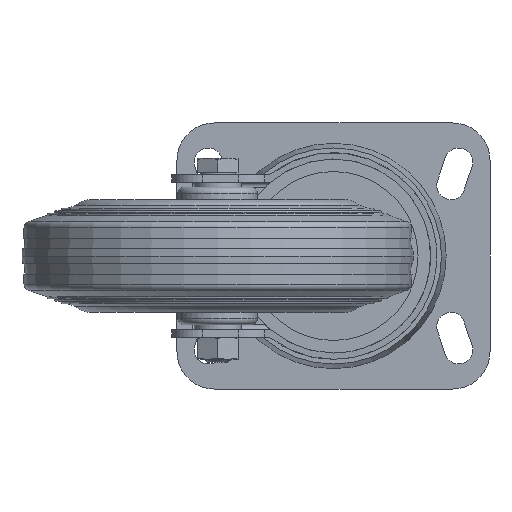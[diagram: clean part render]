
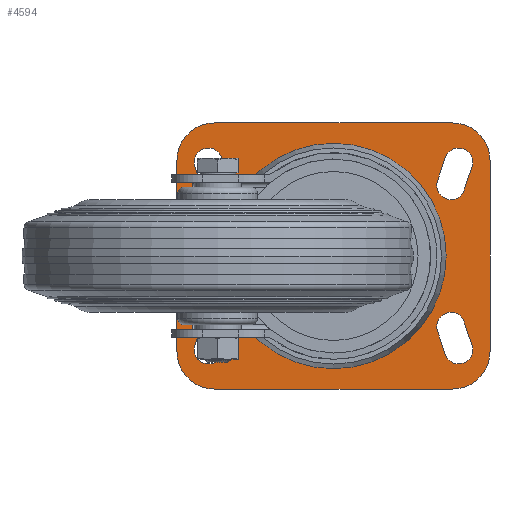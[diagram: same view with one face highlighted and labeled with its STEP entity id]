
A CAD part, front view. The second image highlights one B-rep face of the part: STEP entity #4594.
In plain terms, the highlighted planar face has unit normal (0, -1, 0).
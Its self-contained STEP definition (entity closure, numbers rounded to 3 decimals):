
#257=FACE_BOUND('',#935,.T.);
#258=FACE_BOUND('',#936,.T.);
#259=FACE_BOUND('',#937,.T.);
#260=FACE_BOUND('',#938,.T.);
#261=FACE_BOUND('',#939,.T.);
#439=CIRCLE('',#5210,12.);
#440=CIRCLE('',#5211,12.);
#441=CIRCLE('',#5212,12.);
#442=CIRCLE('',#5213,12.);
#443=CIRCLE('',#5214,35.372);
#444=CIRCLE('',#5215,4.5);
#445=CIRCLE('',#5216,4.5);
#446=CIRCLE('',#5217,4.5);
#447=CIRCLE('',#5218,4.5);
#448=CIRCLE('',#5219,4.5);
#449=CIRCLE('',#5220,4.5);
#450=CIRCLE('',#5221,4.5);
#451=CIRCLE('',#5222,4.5);
#635=FACE_OUTER_BOUND('',#934,.T.);
#934=EDGE_LOOP('',(#3449,#3450,#3451,#3452,#3453,#3454,#3455,#3456));
#935=EDGE_LOOP('',(#3457));
#936=EDGE_LOOP('',(#3458,#3459,#3460,#3461));
#937=EDGE_LOOP('',(#3462,#3463,#3464,#3465));
#938=EDGE_LOOP('',(#3466,#3467,#3468,#3469));
#939=EDGE_LOOP('',(#3470,#3471,#3472,#3473));
#1260=LINE('',#7594,#1611);
#1261=LINE('',#7598,#1612);
#1262=LINE('',#7602,#1613);
#1263=LINE('',#7605,#1614);
#1264=LINE('',#7610,#1615);
#1265=LINE('',#7614,#1616);
#1266=LINE('',#7618,#1617);
#1267=LINE('',#7622,#1618);
#1268=LINE('',#7626,#1619);
#1269=LINE('',#7630,#1620);
#1270=LINE('',#7634,#1621);
#1271=LINE('',#7638,#1622);
#1611=VECTOR('',#6208,1000.);
#1612=VECTOR('',#6211,1000.);
#1613=VECTOR('',#6214,1000.);
#1614=VECTOR('',#6217,1000.);
#1615=VECTOR('',#6220,1000.);
#1616=VECTOR('',#6223,1000.);
#1617=VECTOR('',#6226,1000.);
#1618=VECTOR('',#6229,1000.);
#1619=VECTOR('',#6232,1000.);
#1620=VECTOR('',#6235,1000.);
#1621=VECTOR('',#6238,1000.);
#1622=VECTOR('',#6241,1000.);
#2041=VERTEX_POINT('',#7590);
#2042=VERTEX_POINT('',#7591);
#2043=VERTEX_POINT('',#7593);
#2044=VERTEX_POINT('',#7595);
#2045=VERTEX_POINT('',#7597);
#2046=VERTEX_POINT('',#7599);
#2047=VERTEX_POINT('',#7601);
#2048=VERTEX_POINT('',#7603);
#2049=VERTEX_POINT('',#7606);
#2050=VERTEX_POINT('',#7608);
#2051=VERTEX_POINT('',#7609);
#2052=VERTEX_POINT('',#7611);
#2053=VERTEX_POINT('',#7613);
#2054=VERTEX_POINT('',#7616);
#2055=VERTEX_POINT('',#7617);
#2056=VERTEX_POINT('',#7619);
#2057=VERTEX_POINT('',#7621);
#2058=VERTEX_POINT('',#7624);
#2059=VERTEX_POINT('',#7625);
#2060=VERTEX_POINT('',#7627);
#2061=VERTEX_POINT('',#7629);
#2062=VERTEX_POINT('',#7632);
#2063=VERTEX_POINT('',#7633);
#2064=VERTEX_POINT('',#7635);
#2065=VERTEX_POINT('',#7637);
#2552=EDGE_CURVE('',#2041,#2042,#439,.T.);
#2553=EDGE_CURVE('',#2043,#2041,#1260,.T.);
#2554=EDGE_CURVE('',#2044,#2043,#440,.T.);
#2555=EDGE_CURVE('',#2045,#2044,#1261,.T.);
#2556=EDGE_CURVE('',#2046,#2045,#441,.T.);
#2557=EDGE_CURVE('',#2047,#2046,#1262,.T.);
#2558=EDGE_CURVE('',#2048,#2047,#442,.T.);
#2559=EDGE_CURVE('',#2042,#2048,#1263,.T.);
#2560=EDGE_CURVE('',#2049,#2049,#443,.T.);
#2561=EDGE_CURVE('',#2050,#2051,#1264,.T.);
#2562=EDGE_CURVE('',#2051,#2052,#444,.T.);
#2563=EDGE_CURVE('',#2052,#2053,#1265,.T.);
#2564=EDGE_CURVE('',#2053,#2050,#445,.T.);
#2565=EDGE_CURVE('',#2054,#2055,#1266,.T.);
#2566=EDGE_CURVE('',#2055,#2056,#446,.T.);
#2567=EDGE_CURVE('',#2056,#2057,#1267,.T.);
#2568=EDGE_CURVE('',#2057,#2054,#447,.T.);
#2569=EDGE_CURVE('',#2058,#2059,#1268,.T.);
#2570=EDGE_CURVE('',#2059,#2060,#448,.T.);
#2571=EDGE_CURVE('',#2060,#2061,#1269,.T.);
#2572=EDGE_CURVE('',#2061,#2058,#449,.T.);
#2573=EDGE_CURVE('',#2062,#2063,#1270,.T.);
#2574=EDGE_CURVE('',#2063,#2064,#450,.T.);
#2575=EDGE_CURVE('',#2064,#2065,#1271,.T.);
#2576=EDGE_CURVE('',#2065,#2062,#451,.T.);
#3449=ORIENTED_EDGE('',*,*,#2552,.F.);
#3450=ORIENTED_EDGE('',*,*,#2553,.F.);
#3451=ORIENTED_EDGE('',*,*,#2554,.F.);
#3452=ORIENTED_EDGE('',*,*,#2555,.F.);
#3453=ORIENTED_EDGE('',*,*,#2556,.F.);
#3454=ORIENTED_EDGE('',*,*,#2557,.F.);
#3455=ORIENTED_EDGE('',*,*,#2558,.F.);
#3456=ORIENTED_EDGE('',*,*,#2559,.F.);
#3457=ORIENTED_EDGE('',*,*,#2560,.T.);
#3458=ORIENTED_EDGE('',*,*,#2561,.T.);
#3459=ORIENTED_EDGE('',*,*,#2562,.T.);
#3460=ORIENTED_EDGE('',*,*,#2563,.T.);
#3461=ORIENTED_EDGE('',*,*,#2564,.T.);
#3462=ORIENTED_EDGE('',*,*,#2565,.T.);
#3463=ORIENTED_EDGE('',*,*,#2566,.T.);
#3464=ORIENTED_EDGE('',*,*,#2567,.T.);
#3465=ORIENTED_EDGE('',*,*,#2568,.T.);
#3466=ORIENTED_EDGE('',*,*,#2569,.T.);
#3467=ORIENTED_EDGE('',*,*,#2570,.T.);
#3468=ORIENTED_EDGE('',*,*,#2571,.T.);
#3469=ORIENTED_EDGE('',*,*,#2572,.T.);
#3470=ORIENTED_EDGE('',*,*,#2573,.T.);
#3471=ORIENTED_EDGE('',*,*,#2574,.T.);
#3472=ORIENTED_EDGE('',*,*,#2575,.T.);
#3473=ORIENTED_EDGE('',*,*,#2576,.T.);
#4158=PLANE('',#5209);
#4594=ADVANCED_FACE('',(#635,#257,#258,#259,#260,#261),#4158,.F.);
#5209=AXIS2_PLACEMENT_3D('',#7589,#6204,#6205);
#5210=AXIS2_PLACEMENT_3D('',#7592,#6206,#6207);
#5211=AXIS2_PLACEMENT_3D('',#7596,#6209,#6210);
#5212=AXIS2_PLACEMENT_3D('',#7600,#6212,#6213);
#5213=AXIS2_PLACEMENT_3D('',#7604,#6215,#6216);
#5214=AXIS2_PLACEMENT_3D('',#7607,#6218,#6219);
#5215=AXIS2_PLACEMENT_3D('',#7612,#6221,#6222);
#5216=AXIS2_PLACEMENT_3D('',#7615,#6224,#6225);
#5217=AXIS2_PLACEMENT_3D('',#7620,#6227,#6228);
#5218=AXIS2_PLACEMENT_3D('',#7623,#6230,#6231);
#5219=AXIS2_PLACEMENT_3D('',#7628,#6233,#6234);
#5220=AXIS2_PLACEMENT_3D('',#7631,#6236,#6237);
#5221=AXIS2_PLACEMENT_3D('',#7636,#6239,#6240);
#5222=AXIS2_PLACEMENT_3D('',#7639,#6242,#6243);
#6204=DIRECTION('center_axis',(0.,1.,0.));
#6205=DIRECTION('ref_axis',(0.,0.,1.));
#6206=DIRECTION('center_axis',(0.,1.,0.));
#6207=DIRECTION('ref_axis',(1.,0.,0.));
#6208=DIRECTION('',(-1.,0.,0.));
#6209=DIRECTION('center_axis',(0.,1.,0.));
#6210=DIRECTION('ref_axis',(1.,0.,0.));
#6211=DIRECTION('',(0.,0.,-1.));
#6212=DIRECTION('center_axis',(0.,1.,0.));
#6213=DIRECTION('ref_axis',(1.,0.,0.));
#6214=DIRECTION('',(1.,0.,0.));
#6215=DIRECTION('center_axis',(0.,1.,0.));
#6216=DIRECTION('ref_axis',(1.,0.,0.));
#6217=DIRECTION('',(0.,0.,1.));
#6218=DIRECTION('center_axis',(0.,1.,0.));
#6219=DIRECTION('ref_axis',(0.,0.,1.));
#6220=DIRECTION('',(-0.316,0.,0.949));
#6221=DIRECTION('center_axis',(0.,1.,0.));
#6222=DIRECTION('ref_axis',(1.,0.,0.));
#6223=DIRECTION('',(0.316,0.,-0.949));
#6224=DIRECTION('center_axis',(0.,1.,0.));
#6225=DIRECTION('ref_axis',(1.,0.,0.));
#6226=DIRECTION('',(-0.316,0.,-0.949));
#6227=DIRECTION('center_axis',(0.,1.,0.));
#6228=DIRECTION('ref_axis',(1.,0.,0.));
#6229=DIRECTION('',(0.316,0.,0.949));
#6230=DIRECTION('center_axis',(0.,1.,0.));
#6231=DIRECTION('ref_axis',(1.,0.,0.));
#6232=DIRECTION('',(-0.316,0.,0.949));
#6233=DIRECTION('center_axis',(0.,1.,0.));
#6234=DIRECTION('ref_axis',(1.,0.,0.));
#6235=DIRECTION('',(0.316,0.,-0.949));
#6236=DIRECTION('center_axis',(0.,1.,0.));
#6237=DIRECTION('ref_axis',(1.,0.,0.));
#6238=DIRECTION('',(-0.316,0.,-0.949));
#6239=DIRECTION('center_axis',(0.,1.,0.));
#6240=DIRECTION('ref_axis',(1.,0.,0.));
#6241=DIRECTION('',(0.316,0.,0.949));
#6242=DIRECTION('center_axis',(0.,1.,0.));
#6243=DIRECTION('ref_axis',(1.,0.,0.));
#7589=CARTESIAN_POINT('Origin',(-1.,91.,-30.5));
#7590=CARTESIAN_POINT('',(-1.,91.,-42.5));
#7591=CARTESIAN_POINT('',(-13.,91.,-30.5));
#7592=CARTESIAN_POINT('Origin',(-1.,91.,-30.5));
#7593=CARTESIAN_POINT('',(75.,91.,-42.5));
#7594=CARTESIAN_POINT('',(75.,91.,-42.5));
#7595=CARTESIAN_POINT('',(87.,91.,-30.5));
#7596=CARTESIAN_POINT('Origin',(75.,91.,-30.5));
#7597=CARTESIAN_POINT('',(87.,91.,30.5));
#7598=CARTESIAN_POINT('',(87.,91.,30.5));
#7599=CARTESIAN_POINT('',(75.,91.,42.5));
#7600=CARTESIAN_POINT('Origin',(75.,91.,30.5));
#7601=CARTESIAN_POINT('',(-1.,91.,42.5));
#7602=CARTESIAN_POINT('',(-1.,91.,42.5));
#7603=CARTESIAN_POINT('',(-13.,91.,30.5));
#7604=CARTESIAN_POINT('Origin',(-1.,91.,30.5));
#7605=CARTESIAN_POINT('',(-13.,91.,-30.5));
#7606=CARTESIAN_POINT('',(37.,91.,-35.372));
#7607=CARTESIAN_POINT('Origin',(37.,91.,0.));
#7608=CARTESIAN_POINT('',(-4.769,91.,21.077));
#7609=CARTESIAN_POINT('',(-7.269,91.,28.577));
#7610=CARTESIAN_POINT('',(-4.769,91.,21.077));
#7611=CARTESIAN_POINT('',(1.269,91.,31.423));
#7612=CARTESIAN_POINT('Origin',(-3.,91.,30.));
#7613=CARTESIAN_POINT('',(3.769,91.,23.923));
#7614=CARTESIAN_POINT('',(1.269,91.,31.423));
#7615=CARTESIAN_POINT('Origin',(-0.5,91.,22.5));
#7616=CARTESIAN_POINT('',(3.769,91.,-23.923));
#7617=CARTESIAN_POINT('',(1.269,91.,-31.423));
#7618=CARTESIAN_POINT('',(3.769,91.,-23.923));
#7619=CARTESIAN_POINT('',(-7.269,91.,-28.577));
#7620=CARTESIAN_POINT('Origin',(-3.,91.,-30.));
#7621=CARTESIAN_POINT('',(-4.769,91.,-21.077));
#7622=CARTESIAN_POINT('',(-7.269,91.,-28.577));
#7623=CARTESIAN_POINT('Origin',(-0.5,91.,-22.5));
#7624=CARTESIAN_POINT('',(72.731,91.,-31.423));
#7625=CARTESIAN_POINT('',(70.231,91.,-23.923));
#7626=CARTESIAN_POINT('',(72.731,91.,-31.423));
#7627=CARTESIAN_POINT('',(78.769,91.,-21.077));
#7628=CARTESIAN_POINT('Origin',(74.5,91.,-22.5));
#7629=CARTESIAN_POINT('',(81.269,91.,-28.577));
#7630=CARTESIAN_POINT('',(78.769,91.,-21.077));
#7631=CARTESIAN_POINT('Origin',(77.,91.,-30.));
#7632=CARTESIAN_POINT('',(81.269,91.,28.577));
#7633=CARTESIAN_POINT('',(78.769,91.,21.077));
#7634=CARTESIAN_POINT('',(81.269,91.,28.577));
#7635=CARTESIAN_POINT('',(70.231,91.,23.923));
#7636=CARTESIAN_POINT('Origin',(74.5,91.,22.5));
#7637=CARTESIAN_POINT('',(72.731,91.,31.423));
#7638=CARTESIAN_POINT('',(70.231,91.,23.923));
#7639=CARTESIAN_POINT('Origin',(77.,91.,30.));
